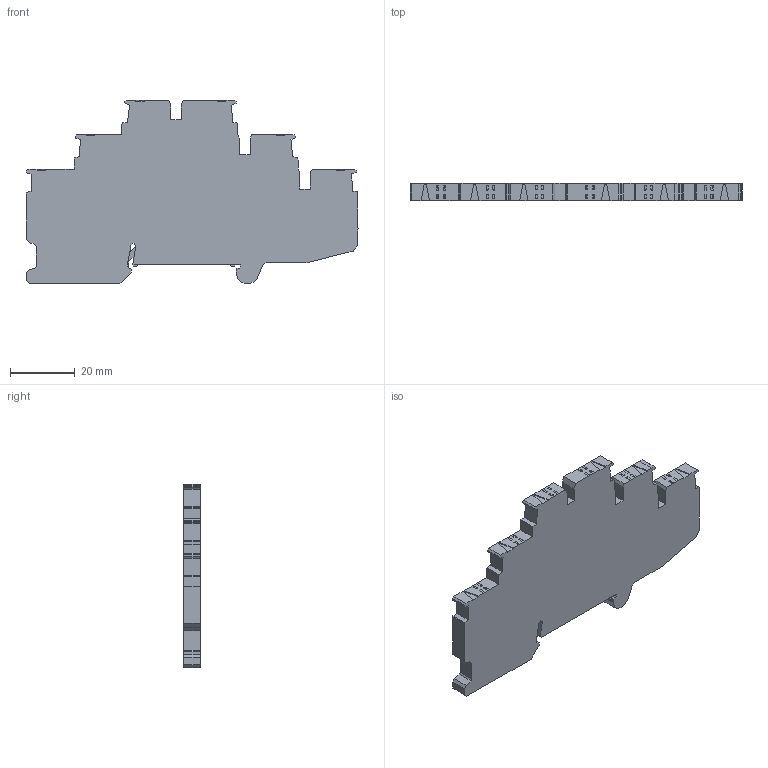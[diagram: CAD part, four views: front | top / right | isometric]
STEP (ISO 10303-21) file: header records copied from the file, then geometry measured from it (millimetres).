
FILE_DESCRIPTION( ('This file contains a STEP AP42 implementation' ,'as created by ZW3D STEP Interface translator.') ,'2;1' );
FILE_NAME( 'GUV2.5-302-PE-00A.stp' ,'2410 8.111045', (''), ('ZWCAD Software Co.'), 'Version 1.0', 'ZW3D to STEP translator', '' );
FILE_SCHEMA(('CONFIG_CONTROL_DESIGN'));
Length unit declared in the file: millimetre
Products named in the file (1): 0
Bounding box: 102.2 x 5.2 x 56.5 mm (x, y, z)
Volume: 21386.8 mm3; surface area: 10275.2 mm2
Topology: 1 solids, 1 shells, 320 faces, 895 edges, 601 vertices
Faces by surface type: bspline 320
Entity records: 10942 total; most frequent: CARTESIAN_POINT 5641, ORIENTED_EDGE 1790, EDGE_CURVE 895, B_SPLINE_CURVE_WITH_KNOTS 763, VERTEX_POINT 601, EDGE_LOOP 346, FACE_OUTER_BOUND 320, ADVANCED_FACE 320
